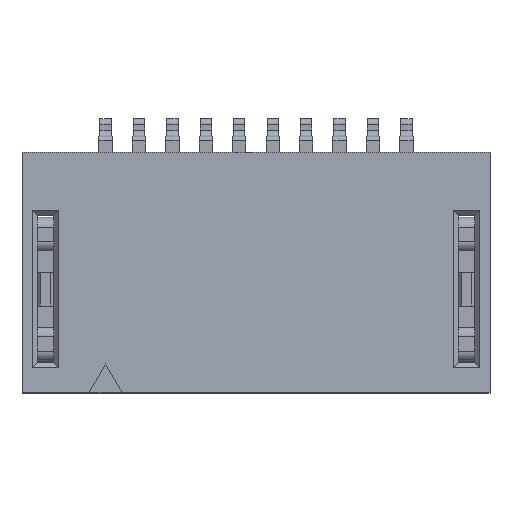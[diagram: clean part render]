
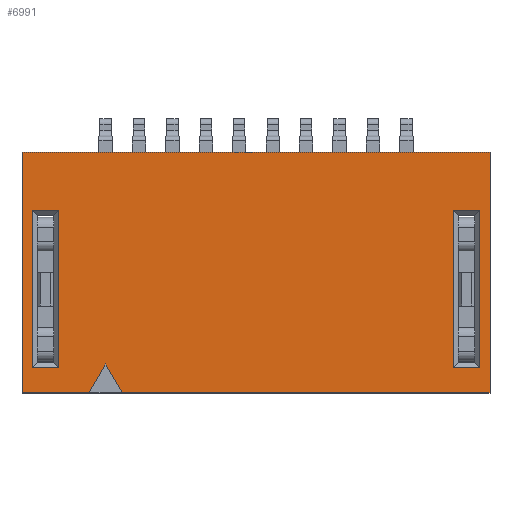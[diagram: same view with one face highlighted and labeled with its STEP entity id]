
A CAD part, top view. The second image highlights one B-rep face of the part: STEP entity #6991.
In plain terms, the highlighted planar face has unit normal (0, 0, 1).
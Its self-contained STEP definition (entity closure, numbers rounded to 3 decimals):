
#378=ORIENTED_EDGE('',*,*,#2496,.T.);
#379=ORIENTED_EDGE('',*,*,#2497,.T.);
#380=ORIENTED_EDGE('',*,*,#2498,.T.);
#381=ORIENTED_EDGE('',*,*,#2499,.T.);
#382=ORIENTED_EDGE('',*,*,#2500,.T.);
#383=ORIENTED_EDGE('',*,*,#2501,.T.);
#384=ORIENTED_EDGE('',*,*,#2502,.T.);
#385=ORIENTED_EDGE('',*,*,#2503,.T.);
#386=ORIENTED_EDGE('',*,*,#2504,.F.);
#387=ORIENTED_EDGE('',*,*,#2505,.T.);
#388=ORIENTED_EDGE('',*,*,#2506,.T.);
#389=ORIENTED_EDGE('',*,*,#2507,.F.);
#390=ORIENTED_EDGE('',*,*,#2508,.T.);
#391=ORIENTED_EDGE('',*,*,#2509,.T.);
#392=ORIENTED_EDGE('',*,*,#2510,.F.);
#2496=EDGE_CURVE('',#3555,#3556,#4237,.T.);
#2497=EDGE_CURVE('',#3556,#3557,#4238,.T.);
#2498=EDGE_CURVE('',#3557,#3558,#4239,.T.);
#2499=EDGE_CURVE('',#3558,#3555,#4240,.T.);
#2500=EDGE_CURVE('',#3559,#3560,#4241,.T.);
#2501=EDGE_CURVE('',#3560,#3561,#4242,.T.);
#2502=EDGE_CURVE('',#3561,#3562,#4243,.T.);
#2503=EDGE_CURVE('',#3562,#3559,#4244,.T.);
#2504=EDGE_CURVE('',#3563,#3564,#4245,.T.);
#2505=EDGE_CURVE('',#3563,#3565,#4246,.T.);
#2506=EDGE_CURVE('',#3565,#3566,#4247,.T.);
#2507=EDGE_CURVE('',#3567,#3566,#4248,.T.);
#2508=EDGE_CURVE('',#3567,#3568,#4249,.T.);
#2509=EDGE_CURVE('',#3568,#3569,#4250,.T.);
#2510=EDGE_CURVE('',#3564,#3569,#4251,.T.);
#3555=VERTEX_POINT('',#10946);
#3556=VERTEX_POINT('',#10947);
#3557=VERTEX_POINT('',#10949);
#3558=VERTEX_POINT('',#10951);
#3559=VERTEX_POINT('',#10954);
#3560=VERTEX_POINT('',#10955);
#3561=VERTEX_POINT('',#10957);
#3562=VERTEX_POINT('',#10959);
#3563=VERTEX_POINT('',#10962);
#3564=VERTEX_POINT('',#10963);
#3565=VERTEX_POINT('',#10965);
#3566=VERTEX_POINT('',#10967);
#3567=VERTEX_POINT('',#10969);
#3568=VERTEX_POINT('',#10971);
#3569=VERTEX_POINT('',#10973);
#4237=LINE('',#10945,#5122);
#4238=LINE('',#10948,#5123);
#4239=LINE('',#10950,#5124);
#4240=LINE('',#10952,#5125);
#4241=LINE('',#10953,#5126);
#4242=LINE('',#10956,#5127);
#4243=LINE('',#10958,#5128);
#4244=LINE('',#10960,#5129);
#4245=LINE('',#10961,#5130);
#4246=LINE('',#10964,#5131);
#4247=LINE('',#10966,#5132);
#4248=LINE('',#10968,#5133);
#4249=LINE('',#10970,#5134);
#4250=LINE('',#10972,#5135);
#4251=LINE('',#10974,#5136);
#5122=VECTOR('',#8942,1000.);
#5123=VECTOR('',#8943,1000.);
#5124=VECTOR('',#8944,1000.);
#5125=VECTOR('',#8945,1000.);
#5126=VECTOR('',#8946,1000.);
#5127=VECTOR('',#8947,1000.);
#5128=VECTOR('',#8948,1000.);
#5129=VECTOR('',#8949,1000.);
#5130=VECTOR('',#8950,1000.);
#5131=VECTOR('',#8951,1000.);
#5132=VECTOR('',#8952,1000.);
#5133=VECTOR('',#8953,1000.);
#5134=VECTOR('',#8954,1000.);
#5135=VECTOR('',#8955,1000.);
#5136=VECTOR('',#8956,1000.);
#5983=EDGE_LOOP('',(#378,#379,#380,#381));
#5984=EDGE_LOOP('',(#382,#383,#384,#385));
#5985=EDGE_LOOP('',(#386,#387,#388,#389,#390,#391,#392));
#6354=FACE_BOUND('',#5983,.T.);
#6355=FACE_BOUND('',#5984,.T.);
#6356=FACE_BOUND('',#5985,.T.);
#6721=PLANE('',#8357);
#6991=ADVANCED_FACE('',(#6354,#6355,#6356),#6721,.T.);
#8357=AXIS2_PLACEMENT_3D('',#10944,#8940,#8941);
#8940=DIRECTION('',(0.,0.,1.));
#8941=DIRECTION('',(0.,-1.,0.));
#8942=DIRECTION('',(-1.,0.,0.));
#8943=DIRECTION('',(0.,1.,0.));
#8944=DIRECTION('',(1.,0.,0.));
#8945=DIRECTION('',(0.,-1.,0.));
#8946=DIRECTION('',(0.,1.,0.));
#8947=DIRECTION('',(1.,0.,0.));
#8948=DIRECTION('',(0.,-1.,0.));
#8949=DIRECTION('',(-1.,0.,0.));
#8950=DIRECTION('',(-1.,0.,0.));
#8951=DIRECTION('',(0.5,0.866,0.));
#8952=DIRECTION('',(0.5,-0.866,0.));
#8953=DIRECTION('',(-1.,0.,0.));
#8954=DIRECTION('',(0.,1.,0.));
#8955=DIRECTION('',(-1.,0.,0.));
#8956=DIRECTION('',(0.,1.,0.));
#10944=CARTESIAN_POINT('',(3.5,-1.8,0.58));
#10945=CARTESIAN_POINT('',(3.025,-1.425,0.58));
#10946=CARTESIAN_POINT('',(3.35,-1.425,0.58));
#10947=CARTESIAN_POINT('',(2.95,-1.425,0.58));
#10948=CARTESIAN_POINT('',(2.95,0.85,0.58));
#10949=CARTESIAN_POINT('',(2.95,0.925,0.58));
#10950=CARTESIAN_POINT('',(3.275,0.925,0.58));
#10951=CARTESIAN_POINT('',(3.35,0.925,0.58));
#10952=CARTESIAN_POINT('',(3.35,-1.35,0.58));
#10953=CARTESIAN_POINT('',(-3.35,-1.8,0.58));
#10954=CARTESIAN_POINT('',(-3.35,-1.425,0.58));
#10955=CARTESIAN_POINT('',(-3.35,0.925,0.58));
#10956=CARTESIAN_POINT('',(3.5,0.925,0.58));
#10957=CARTESIAN_POINT('',(-2.95,0.925,0.58));
#10958=CARTESIAN_POINT('',(-2.95,-1.8,0.58));
#10959=CARTESIAN_POINT('',(-2.95,-1.425,0.58));
#10960=CARTESIAN_POINT('',(3.5,-1.425,0.58));
#10961=CARTESIAN_POINT('',(3.5,-1.8,0.58));
#10962=CARTESIAN_POINT('',(-2.5,-1.8,0.58));
#10963=CARTESIAN_POINT('',(-3.5,-1.8,0.58));
#10964=CARTESIAN_POINT('',(-2.5,-1.8,0.58));
#10965=CARTESIAN_POINT('',(-2.25,-1.367,0.58));
#10966=CARTESIAN_POINT('',(-2.25,-1.367,0.58));
#10967=CARTESIAN_POINT('',(-2.,-1.8,0.58));
#10968=CARTESIAN_POINT('',(3.5,-1.8,0.58));
#10969=CARTESIAN_POINT('',(3.5,-1.8,0.58));
#10970=CARTESIAN_POINT('',(3.5,-1.8,0.58));
#10971=CARTESIAN_POINT('',(3.5,1.8,0.58));
#10972=CARTESIAN_POINT('',(3.5,1.8,0.58));
#10973=CARTESIAN_POINT('',(-3.5,1.8,0.58));
#10974=CARTESIAN_POINT('',(-3.5,-1.8,0.58));
